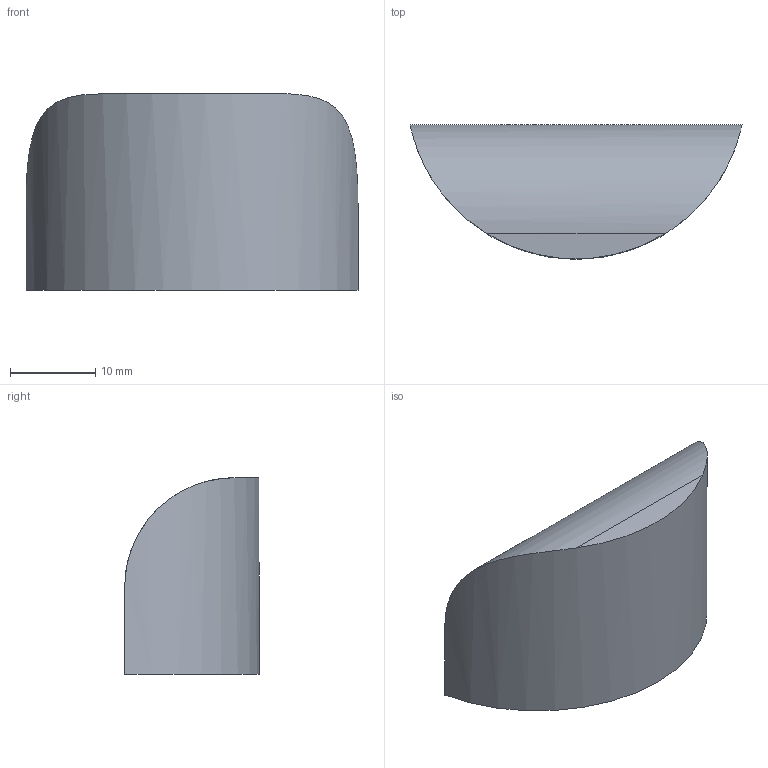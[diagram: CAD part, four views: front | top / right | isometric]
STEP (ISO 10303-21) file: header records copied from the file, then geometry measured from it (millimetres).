
FILE_DESCRIPTION(/* description */ (''),/* implementation_level */ '2;1');
FILE_NAME(/* name */ '5fd18d3e3404fa1517db333b',/* time_stamp */ '2020-12-10T02:51:43+00:00',/* author */ (''),/* organization */ (''),/* preprocessor_version */ 'ST-DEVELOPER v16.7',/* originating_system */ $,/* authorisation */ $);
FILE_SCHEMA (('AUTOMOTIVE_DESIGN {1 0 10303 214 3 1 1}'));
Length unit declared in the file: metre
Products named in the file (1): ventanafrontal
Bounding box: 38.87 x 15.76 x 23 mm (x, y, z)
Volume: 9238.1 mm3; surface area: 2757.6 mm2
Topology: 1 solids, 1 shells, 5 faces, 9 edges, 6 vertices
Faces by surface type: plane 3, cylinder 2
Entity records: 186 total; most frequent: CARTESIAN_POINT 37, DIRECTION 21, ORIENTED_EDGE 18, EDGE_CURVE 9, AXIS2_PLACEMENT_3D 8, VERTEX_POINT 6, LINE 5, VECTOR 5
